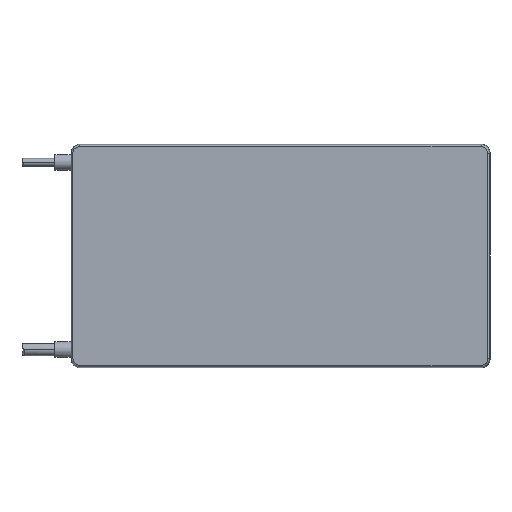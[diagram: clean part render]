
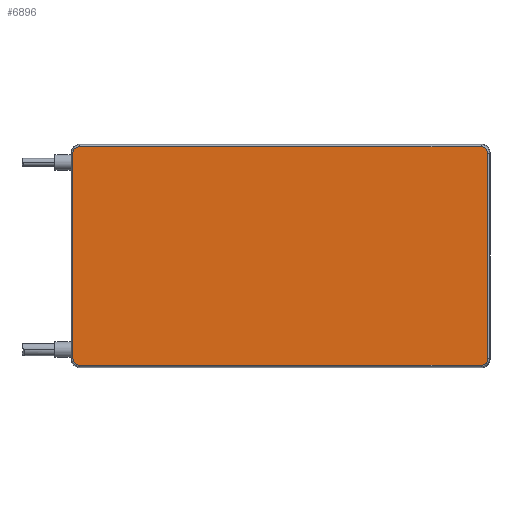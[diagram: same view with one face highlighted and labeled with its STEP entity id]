
A CAD part, front view. The second image highlights one B-rep face of the part: STEP entity #6896.
In plain terms, the highlighted planar face has unit normal (0, -1, 0).
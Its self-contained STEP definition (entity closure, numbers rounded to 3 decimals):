
#1542=DIRECTION('',(-1.,0.,0.));
#1543=VECTOR('',#1542,244.564);
#1544=CARTESIAN_POINT('',(229.73,-11.9,66.563));
#1545=LINE('',#1544,#1543);
#1546=CARTESIAN_POINT('',(233.73,-11.9,62.564));
#1547=CARTESIAN_POINT('',(233.73,-11.9,62.775));
#1548=CARTESIAN_POINT('',(233.697,-11.9,63.191));
#1549=CARTESIAN_POINT('',(233.55,-11.9,63.805));
#1550=CARTESIAN_POINT('',(233.309,-11.9,64.387));
#1551=CARTESIAN_POINT('',(232.98,-11.9,64.925));
#1552=CARTESIAN_POINT('',(232.57,-11.9,65.404));
#1553=CARTESIAN_POINT('',(232.091,-11.9,65.813));
#1554=CARTESIAN_POINT('',(231.553,-11.9,66.143));
#1555=CARTESIAN_POINT('',(230.971,-11.9,66.384));
#1556=CARTESIAN_POINT('',(230.357,-11.9,66.531));
#1557=CARTESIAN_POINT('',(229.941,-11.9,66.563));
#1558=CARTESIAN_POINT('',(229.73,-11.9,66.563));
#1560=DIRECTION('',(0.,0.,1.));
#1561=VECTOR('',#1560,125.128);
#1562=CARTESIAN_POINT('',(233.73,-11.9,
-62.564));
#1563=LINE('',#1562,#1561);
#1564=CARTESIAN_POINT('',(229.73,-11.9,
-66.563));
#1565=CARTESIAN_POINT('',(229.941,-11.9,
-66.563));
#1566=CARTESIAN_POINT('',(230.357,-11.9,-66.531));
#1567=CARTESIAN_POINT('',(230.971,-11.9,-66.384));
#1568=CARTESIAN_POINT('',(231.553,-11.9,-66.142));
#1569=CARTESIAN_POINT('',(232.091,-11.9,-65.813));
#1570=CARTESIAN_POINT('',(232.57,-11.9,-65.404));
#1571=CARTESIAN_POINT('',(232.98,-11.9,-64.924));
#1572=CARTESIAN_POINT('',(233.309,-11.9,-64.387));
#1573=CARTESIAN_POINT('',(233.55,-11.9,-63.805));
#1574=CARTESIAN_POINT('',(233.697,-11.9,
-63.19));
#1575=CARTESIAN_POINT('',(233.73,-11.9,
-62.775));
#1576=CARTESIAN_POINT('',(233.73,-11.9,
-62.564));
#1578=DIRECTION('',(1.,0.,0.));
#1579=VECTOR('',#1578,244.564);
#1580=CARTESIAN_POINT('',(-14.834,-11.9,-66.563));
#1581=LINE('',#1580,#1579);
#1582=CARTESIAN_POINT('',(-18.834,-11.9,-62.563));
#1583=CARTESIAN_POINT('',(-18.834,-11.9,
-62.774));
#1584=CARTESIAN_POINT('',(-18.801,-11.9,-63.19));
#1585=CARTESIAN_POINT('',(-18.654,-11.9,-63.804));
#1586=CARTESIAN_POINT('',(-18.412,-11.9,-64.386));
#1587=CARTESIAN_POINT('',(-18.083,-11.9,-64.924));
#1588=CARTESIAN_POINT('',(-17.673,-11.9,-65.404));
#1589=CARTESIAN_POINT('',(-17.194,-11.9,-65.813));
#1590=CARTESIAN_POINT('',(-16.656,-11.9,-66.142));
#1591=CARTESIAN_POINT('',(-16.074,-11.9,-66.384));
#1592=CARTESIAN_POINT('',(-15.46,-11.9,
-66.531));
#1593=CARTESIAN_POINT('',(-15.044,-11.9,
-66.563));
#1594=CARTESIAN_POINT('',(-14.834,-11.9,-66.563));
#1596=DIRECTION('',(0.,0.,-1.));
#1597=VECTOR('',#1596,125.126);
#1598=CARTESIAN_POINT('',(-18.834,-11.9,62.563));
#1599=LINE('',#1598,#1597);
#1600=CARTESIAN_POINT('',(-14.834,-11.9,66.563));
#1601=CARTESIAN_POINT('',(-15.044,-11.9,
66.563));
#1602=CARTESIAN_POINT('',(-15.46,-11.9,66.531));
#1603=CARTESIAN_POINT('',(-16.074,-11.9,66.384));
#1604=CARTESIAN_POINT('',(-16.657,-11.9,66.142));
#1605=CARTESIAN_POINT('',(-17.194,-11.9,65.813));
#1606=CARTESIAN_POINT('',(-17.674,-11.9,65.403));
#1607=CARTESIAN_POINT('',(-18.083,-11.9,64.924));
#1608=CARTESIAN_POINT('',(-18.413,-11.9,64.386));
#1609=CARTESIAN_POINT('',(-18.654,-11.9,63.804));
#1610=CARTESIAN_POINT('',(-18.801,-11.9,
63.189));
#1611=CARTESIAN_POINT('',(-18.834,-11.9,
62.774));
#1612=CARTESIAN_POINT('',(-18.834,-11.9,62.563));
#4187=CARTESIAN_POINT('',(229.73,-11.9,66.563));
#4188=CARTESIAN_POINT('',(-14.834,-11.9,66.563));
#4189=VERTEX_POINT('',#4187);
#4190=VERTEX_POINT('',#4188);
#4195=VERTEX_POINT('',#1612);
#4197=CARTESIAN_POINT('',(-18.834,-11.9,-62.563));
#4198=VERTEX_POINT('',#4197);
#4199=VERTEX_POINT('',#1594);
#4202=CARTESIAN_POINT('',(229.73,-11.9,
-66.563));
#4203=VERTEX_POINT('',#4202);
#4452=VERTEX_POINT('',#1576);
#4454=CARTESIAN_POINT('',(233.73,-11.9,62.564));
#4455=VERTEX_POINT('',#4454);
#6874=CARTESIAN_POINT('',(107.666,-11.9,0.));
#6875=DIRECTION('',(0.,1.,0.));
#6876=DIRECTION('',(-1.,0.,0.));
#6877=AXIS2_PLACEMENT_3D('',#6874,#6875,#6876);
#6878=PLANE('',#6877);
#6880=ORIENTED_EDGE('',*,*,#6879,.F.);
#6882=ORIENTED_EDGE('',*,*,#6881,.F.);
#6884=ORIENTED_EDGE('',*,*,#6883,.F.);
#6886=ORIENTED_EDGE('',*,*,#6885,.F.);
#6888=ORIENTED_EDGE('',*,*,#6887,.F.);
#6889=ORIENTED_EDGE('',*,*,#6857,.F.);
#6891=ORIENTED_EDGE('',*,*,#6890,.F.);
#6893=ORIENTED_EDGE('',*,*,#6892,.F.);
#6894=EDGE_LOOP('',(#6880,#6882,#6884,#6886,#6888,#6889,#6891,#6893));
#6895=FACE_OUTER_BOUND('',#6894,.F.);
#6896=ADVANCED_FACE('',(#6895),#6878,.F.);
#1559=B_SPLINE_CURVE_WITH_KNOTS('',3,(#1546,#1547,#1548,#1549,#1550,#1551,#1552,
#1553,#1554,#1555,#1556,#1557,#1558),.UNSPECIFIED.,.F.,.F.,(4,1,1,1,1,1,1,1,1,1,
4),(0.,0.1,0.2,0.3,0.4,0.5,0.6,0.7,0.8,0.9,1.),
.UNSPECIFIED.);
#1577=B_SPLINE_CURVE_WITH_KNOTS('',3,(#1564,#1565,#1566,#1567,#1568,#1569,#1570,
#1571,#1572,#1573,#1574,#1575,#1576),.UNSPECIFIED.,.F.,.F.,(4,1,1,1,1,1,1,1,1,1,
4),(0.,0.1,0.2,0.3,0.4,0.5,0.6,0.7,0.8,0.9,1.),
.UNSPECIFIED.);
#1595=B_SPLINE_CURVE_WITH_KNOTS('',3,(#1582,#1583,#1584,#1585,#1586,#1587,#1588,
#1589,#1590,#1591,#1592,#1593,#1594),.UNSPECIFIED.,.F.,.F.,(4,1,1,1,1,1,1,1,1,1,
4),(0.,0.1,0.2,0.3,0.4,0.5,0.6,0.7,0.8,0.9,1.),
.UNSPECIFIED.);
#1613=B_SPLINE_CURVE_WITH_KNOTS('',3,(#1600,#1601,#1602,#1603,#1604,#1605,#1606,
#1607,#1608,#1609,#1610,#1611,#1612),.UNSPECIFIED.,.F.,.F.,(4,1,1,1,1,1,1,1,1,1,
4),(0.,0.1,0.2,0.3,0.4,0.5,0.6,0.7,0.8,0.9,1.),
.UNSPECIFIED.);
#6857=EDGE_CURVE('',#4198,#4199,#1595,.T.);
#6879=EDGE_CURVE('',#4189,#4190,#1545,.T.);
#6881=EDGE_CURVE('',#4455,#4189,#1559,.T.);
#6883=EDGE_CURVE('',#4452,#4455,#1563,.T.);
#6885=EDGE_CURVE('',#4203,#4452,#1577,.T.);
#6887=EDGE_CURVE('',#4199,#4203,#1581,.T.);
#6890=EDGE_CURVE('',#4195,#4198,#1599,.T.);
#6892=EDGE_CURVE('',#4190,#4195,#1613,.T.);
